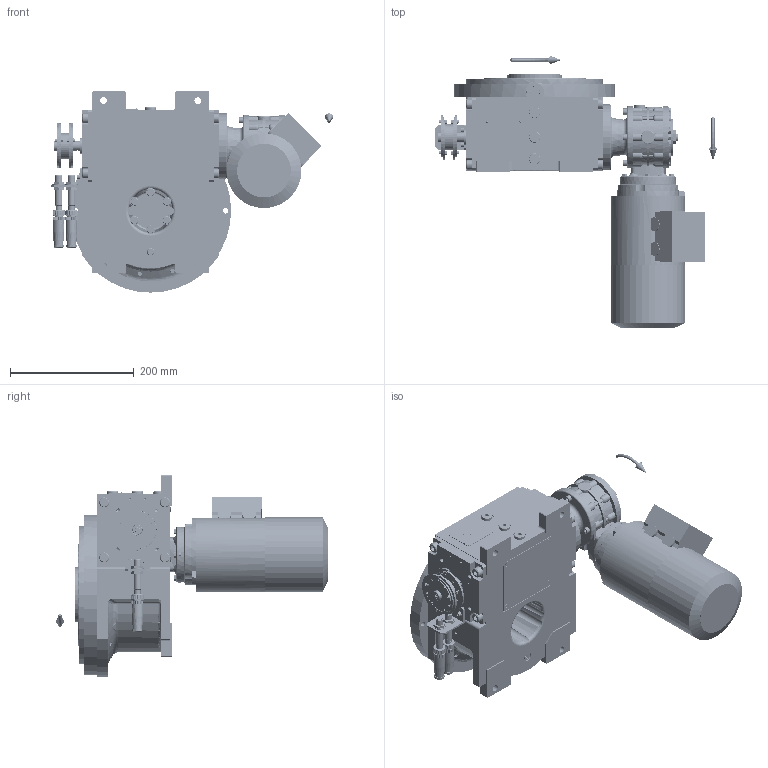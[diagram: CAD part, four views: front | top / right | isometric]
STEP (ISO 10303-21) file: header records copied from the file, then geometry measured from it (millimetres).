
FILE_DESCRIPTION (( 'STEP AP203' ), '1' );
FILE_NAME ('PC5200478.step', '2024-07-10T06:16:28', ( '' ), ( '' ), 'SwSTEP 2.0', 'SolidWorks 2020', '' );
FILE_SCHEMA (( 'CONFIG_CONTROL_DESIGN' ));
Length unit declared in the file: millimetre
Products named in the file (91): cfn2000_01_161; CFN2010_02_002.stp; cfn2000_01_103; cfn2104_01_016; rig06_004; 900_00_00_005; BM63B14; CFN2000_01_185.stp; cfn2401_02_005; rig06_016; rig06_005_n_02; cfn2476_01_002_60x46; cfn2128_04_004; cfn2000_01_126; CFN2223_01-570X6-B.stp; rig06_002_bl_003; freccia_angolare_albero; 900_38_30_003; cfn2115_02_194; AS_rig06_004_s_001; AS_rig06_016; cfn2000_01_124; cfn2128_19_002; AS_rig06_071_6_m_n_03; cfn2205_01_013; cfn2070_05_005; cfn2151_01_290; olio_agip_blasia_150; cfn2115_02_182; cfn2073_01_012; AS_cfn2400_04_024; cfn2155_01_303; rig06_071_06_m_n_03_asm.stp; rig06_007_master; AS_900_38_10_028; RIG06_005_S_002_ASM.stp; cfn2107_01_001; cfn2276_01_074; cfn2003_01_054; cfn2151_01_090 ...
Assembly tree (88 placements, depth 5):
  CFN2223_01-570X6-B.stp
  cfn2205_01_013
  cfn2151_01_290
  olio_agip_blasia_150
  rig06_007_master
Bounding box: 455.5 x 439.49 x 325 mm (x, y, z)
Volume: 6047789.6 mm3; surface area: 1126878.3 mm2
Topology: 76 solids, 76 shells, 5918 faces, 15123 edges, 9622 vertices
Faces by surface type: plane 2713, cylinder 2064, cone 941, torus 171, bspline 23, sphere 6
Entity records: 166596 total; most frequent: CARTESIAN_POINT 42059, DIRECTION 24257, ORIENTED_EDGE 23870, EDGE_CURVE 11935, AXIS2_PLACEMENT_3D 8950, VERTEX_POINT 7676, VECTOR 6357, LINE 6357
